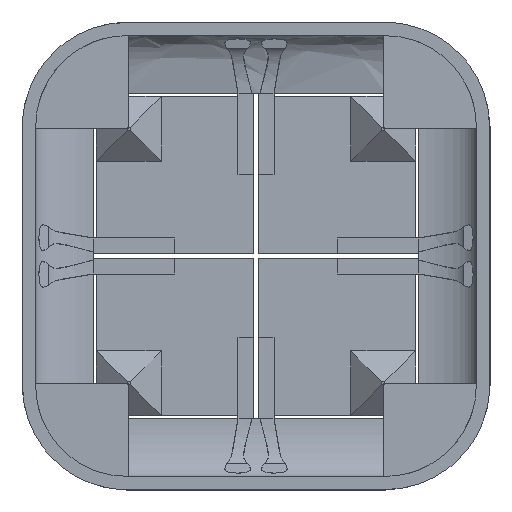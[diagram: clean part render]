
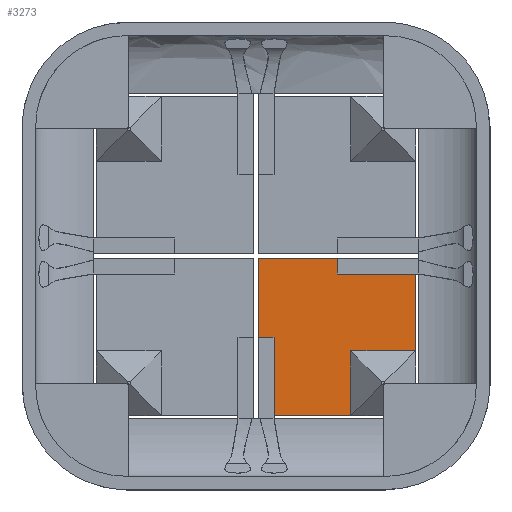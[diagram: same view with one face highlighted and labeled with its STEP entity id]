
A CAD part, front view. The second image highlights one B-rep face of the part: STEP entity #3273.
In plain terms, the highlighted planar face has unit normal (0, -1, 0).
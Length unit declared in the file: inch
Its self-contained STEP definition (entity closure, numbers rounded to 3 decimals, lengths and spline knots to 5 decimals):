
#315=FACE_OUTER_BOUND('',#524,.T.);
#524=EDGE_LOOP('',(#2196,#2197,#2198,#2199,#2200,#2201,#2202,#2203,#2204,
#2205));
#734=LINE('',#4308,#1057);
#738=LINE('',#4316,#1061);
#743=LINE('',#4576,#1066);
#744=LINE('',#4578,#1067);
#745=LINE('',#4580,#1068);
#746=LINE('',#4582,#1069);
#747=LINE('',#4584,#1070);
#748=LINE('',#4586,#1071);
#749=LINE('',#4588,#1072);
#750=LINE('',#4589,#1073);
#1057=VECTOR('',#3659,0.3025);
#1061=VECTOR('',#3665,0.05934);
#1066=VECTOR('',#3676,0.3025);
#1067=VECTOR('',#3677,0.3025);
#1068=VECTOR('',#3678,0.05934);
#1069=VECTOR('',#3679,0.3025);
#1070=VECTOR('',#3680,0.29566);
#1071=VECTOR('',#3681,0.25);
#1072=VECTOR('',#3682,0.25);
#1073=VECTOR('',#3683,0.29566);
#1373=VERTEX_POINT('',#4291);
#1379=VERTEX_POINT('',#4307);
#1382=VERTEX_POINT('',#4315);
#1386=VERTEX_POINT('',#4575);
#1387=VERTEX_POINT('',#4577);
#1388=VERTEX_POINT('',#4579);
#1389=VERTEX_POINT('',#4581);
#1390=VERTEX_POINT('',#4583);
#1391=VERTEX_POINT('',#4585);
#1392=VERTEX_POINT('',#4587);
#1678=EDGE_CURVE('',#1379,#1373,#734,.T.);
#1682=EDGE_CURVE('',#1382,#1379,#738,.T.);
#1692=EDGE_CURVE('',#1386,#1382,#743,.T.);
#1693=EDGE_CURVE('',#1387,#1386,#744,.T.);
#1694=EDGE_CURVE('',#1388,#1387,#745,.T.);
#1695=EDGE_CURVE('',#1389,#1388,#746,.T.);
#1696=EDGE_CURVE('',#1390,#1389,#747,.T.);
#1697=EDGE_CURVE('',#1391,#1390,#748,.T.);
#1698=EDGE_CURVE('',#1392,#1391,#749,.T.);
#1699=EDGE_CURVE('',#1373,#1392,#750,.T.);
#2196=ORIENTED_EDGE('',*,*,#1682,.F.);
#2197=ORIENTED_EDGE('',*,*,#1692,.F.);
#2198=ORIENTED_EDGE('',*,*,#1693,.F.);
#2199=ORIENTED_EDGE('',*,*,#1694,.F.);
#2200=ORIENTED_EDGE('',*,*,#1695,.F.);
#2201=ORIENTED_EDGE('',*,*,#1696,.F.);
#2202=ORIENTED_EDGE('',*,*,#1697,.F.);
#2203=ORIENTED_EDGE('',*,*,#1698,.F.);
#2204=ORIENTED_EDGE('',*,*,#1699,.F.);
#2205=ORIENTED_EDGE('',*,*,#1678,.F.);
#3143=PLANE('',#3489);
#3273=ADVANCED_FACE('',(#315),#3143,.T.);
#3489=AXIS2_PLACEMENT_3D('',#4574,#3674,#3675);
#3659=DIRECTION('',(1.,0.,0.));
#3665=DIRECTION('',(0.,0.,-1.));
#3674=DIRECTION('center_axis',(0.,-1.,0.));
#3675=DIRECTION('ref_axis',(0.,0.,-1.));
#3676=DIRECTION('',(1.,0.,0.));
#3677=DIRECTION('',(0.,0.,1.));
#3678=DIRECTION('',(-1.,0.,0.));
#3679=DIRECTION('',(0.,0.,1.));
#3680=DIRECTION('',(-1.,0.,0.));
#3681=DIRECTION('',(0.,0.,-1.));
#3682=DIRECTION('',(-1.,0.,0.));
#3683=DIRECTION('',(0.,0.,-1.));
#4291=CARTESIAN_POINT('',(0.615,0.4,-0.06934));
#4307=CARTESIAN_POINT('',(0.3125,0.4,-0.06934));
#4308=CARTESIAN_POINT('',(0.30604,0.4,-0.06934));
#4315=CARTESIAN_POINT('',(0.3125,0.4,-0.01));
#4316=CARTESIAN_POINT('',(0.3125,0.4,-0.15479));
#4574=CARTESIAN_POINT('Origin',(0.29957,0.4,-0.29957));
#4575=CARTESIAN_POINT('',(0.01,0.4,-0.01));
#4576=CARTESIAN_POINT('',(0.615,0.4,-0.01));
#4577=CARTESIAN_POINT('',(0.01,0.4,-0.3125));
#4578=CARTESIAN_POINT('',(0.01,0.4,-0.01));
#4579=CARTESIAN_POINT('',(0.06934,0.4,-0.3125));
#4580=CARTESIAN_POINT('',(0.15479,0.4,-0.3125));
#4581=CARTESIAN_POINT('',(0.06934,0.4,-0.615));
#4582=CARTESIAN_POINT('',(0.06934,0.4,-0.30604));
#4583=CARTESIAN_POINT('',(0.365,0.4,-0.615));
#4584=CARTESIAN_POINT('',(0.01,0.4,-0.615));
#4585=CARTESIAN_POINT('',(0.365,0.4,-0.365));
#4586=CARTESIAN_POINT('',(0.365,0.4,-0.33229));
#4587=CARTESIAN_POINT('',(0.615,0.4,-0.365));
#4588=CARTESIAN_POINT('',(0.45729,0.4,-0.365));
#4589=CARTESIAN_POINT('',(0.615,0.4,-0.49));
